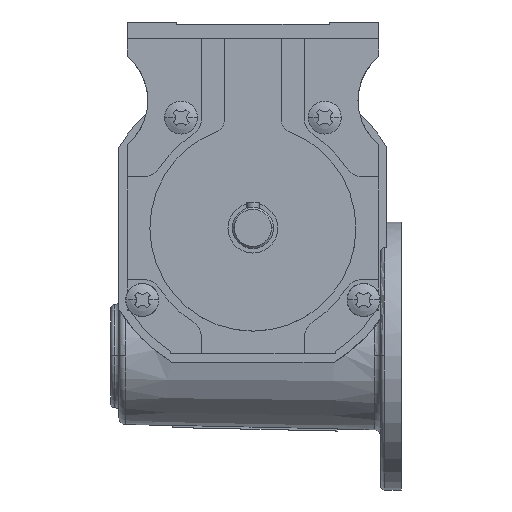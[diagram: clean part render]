
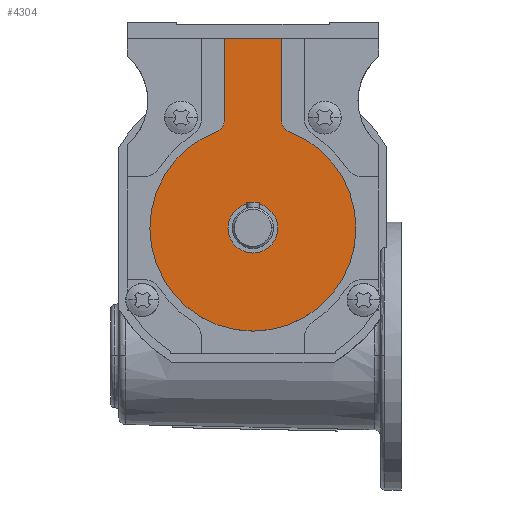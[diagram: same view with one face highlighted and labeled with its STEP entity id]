
A CAD part, top view. The second image highlights one B-rep face of the part: STEP entity #4304.
In plain terms, the highlighted planar face has unit normal (0, 0, 1).
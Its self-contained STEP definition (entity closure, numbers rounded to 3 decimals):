
#2018 = EDGE_CURVE( '', #3632, #2218, #5440, .T. );
#2218 = VERTEX_POINT( '', #5656 );
#2304 = EDGE_CURVE( '', #4752, #2330, #5750, .T. );
#2330 = VERTEX_POINT( '', #5779 );
#2356 = EDGE_CURVE( '', #2218, #4768, #5806, .T. );
#2384 = EDGE_CURVE( '', #4768, #3418, #5836, .T. );
#2776 = EDGE_CURVE( '', #4454, #3000, #6283, .T. );
#3000 = VERTEX_POINT( '', #6534 );
#3268 = EDGE_CURVE( '', #3578, #3632, #6817, .T. );
#3418 = VERTEX_POINT( '', #6984 );
#3578 = VERTEX_POINT( '', #7164 );
#3632 = VERTEX_POINT( '', #7222 );
#3642 = EDGE_CURVE( '', #3000, #3578, #7232, .T. );
#4304 = ADVANCED_FACE( '', ( #7948, #7949 ), #7950, .T. );
#4446 = EDGE_CURVE( '', #4454, #3418, #8110, .T. );
#4454 = VERTEX_POINT( '', #8118 );
#4586 = EDGE_CURVE( '', #2330, #4752, #8261, .T. );
#4752 = VERTEX_POINT( '', #8448 );
#4768 = VERTEX_POINT( '', #8465 );
#5440 = CIRCLE( '', #9370, 25. );
#5656 = CARTESIAN_POINT( '', ( -27.364, 54.461, 30.5 ) );
#5750 = CIRCLE( '', #10006, 6.05 );
#5779 = CARTESIAN_POINT( '', ( -42.05, 31., 30.5 ) );
#5806 = CIRCLE( '', #10113, 2.5 );
#5836 = LINE( '', #10154, #10155 );
#6283 = LINE( '', #10811, #10812 );
#6534 = CARTESIAN_POINT( '', ( -43., 56.807, 30.5 ) );
#6817 = CIRCLE( '', #11691, 25. );
#6984 = CARTESIAN_POINT( '', ( -29., 77., 30.5 ) );
#7164 = CARTESIAN_POINT( '', ( -44.636, 54.461, 30.5 ) );
#7222 = CARTESIAN_POINT( '', ( -27.364, 7.539, 30.5 ) );
#7232 = CIRCLE( '', #12396, 2.5 );
#7948 = FACE_BOUND( '', #13604, .T. );
#7949 = FACE_OUTER_BOUND( '', #13605, .T. );
#7950 = PLANE( '', #13606 );
#8110 = LINE( '', #13918, #13919 );
#8118 = CARTESIAN_POINT( '', ( -43., 77., 30.5 ) );
#8261 = CIRCLE( '', #14129, 6.05 );
#8448 = CARTESIAN_POINT( '', ( -29.95, 31., 30.5 ) );
#8465 = CARTESIAN_POINT( '', ( -29., 56.807, 30.5 ) );
#9370 = AXIS2_PLACEMENT_3D( '', #15383, #15384, #15385 );
#10006 = AXIS2_PLACEMENT_3D( '', #15722, #15723, #15724 );
#10113 = AXIS2_PLACEMENT_3D( '', #15787, #15788, #15789 );
#10154 = CARTESIAN_POINT( '', ( -29., 56.807, 30.5 ) );
#10155 = VECTOR( '', #15829, 1. );
#10811 = CARTESIAN_POINT( '', ( -43., 77., 30.5 ) );
#10812 = VECTOR( '', #16442, 1. );
#11691 = AXIS2_PLACEMENT_3D( '', #16990, #16991, #16992 );
#12396 = AXIS2_PLACEMENT_3D( '', #17475, #17476, #17477 );
#13604 = EDGE_LOOP( '', ( #18270, #18271 ) );
#13605 = EDGE_LOOP( '', ( #18272, #18273, #18274, #18275, #18276, #18277, #18278 ) );
#13606 = AXIS2_PLACEMENT_3D( '', #18279, #18280, #18281 );
#13918 = CARTESIAN_POINT( '', ( -2.75, 77., 30.5 ) );
#13919 = VECTOR( '', #18511, 1. );
#14129 = AXIS2_PLACEMENT_3D( '', #18683, #18684, #18685 );
#15383 = CARTESIAN_POINT( '', ( -36., 31., 30.5 ) );
#15384 = DIRECTION( '', ( 0., 0., 1. ) );
#15385 = DIRECTION( '', ( -0.345, 0.938, 0. ) );
#15722 = CARTESIAN_POINT( '', ( -36., 31., 30.5 ) );
#15723 = DIRECTION( '', ( 0., 0., -1. ) );
#15724 = DIRECTION( '', ( 1., 0., 0. ) );
#15787 = CARTESIAN_POINT( '', ( -26.5, 56.807, 30.5 ) );
#15788 = DIRECTION( '', ( 0., 0., -1. ) );
#15789 = DIRECTION( '', ( -0.345, -0.938, 0. ) );
#15829 = DIRECTION( '', ( 0., 1., 0. ) );
#16442 = DIRECTION( '', ( 0., -1., 0. ) );
#16990 = CARTESIAN_POINT( '', ( -36., 31., 30.5 ) );
#16991 = DIRECTION( '', ( 0., 0., 1. ) );
#16992 = DIRECTION( '', ( -0.345, 0.938, 0. ) );
#17475 = CARTESIAN_POINT( '', ( -45.5, 56.807, 30.5 ) );
#17476 = DIRECTION( '', ( 0., 0., -1. ) );
#17477 = DIRECTION( '', ( 1., 0., 0. ) );
#18270 = ORIENTED_EDGE( '', *, *, #4586, .T. );
#18271 = ORIENTED_EDGE( '', *, *, #2304, .T. );
#18272 = ORIENTED_EDGE( '', *, *, #3268, .T. );
#18273 = ORIENTED_EDGE( '', *, *, #2018, .T. );
#18274 = ORIENTED_EDGE( '', *, *, #2356, .T. );
#18275 = ORIENTED_EDGE( '', *, *, #2384, .T. );
#18276 = ORIENTED_EDGE( '', *, *, #4446, .F. );
#18277 = ORIENTED_EDGE( '', *, *, #2776, .T. );
#18278 = ORIENTED_EDGE( '', *, *, #3642, .T. );
#18279 = CARTESIAN_POINT( '', ( 0., 0., 30.5 ) );
#18280 = DIRECTION( '', ( 0., 0., 1. ) );
#18281 = DIRECTION( '', ( 1., 0., 0. ) );
#18511 = DIRECTION( '', ( 1., 0., 0. ) );
#18683 = CARTESIAN_POINT( '', ( -36., 31., 30.5 ) );
#18684 = DIRECTION( '', ( 0., 0., -1. ) );
#18685 = DIRECTION( '', ( 1., 0., 0. ) );
